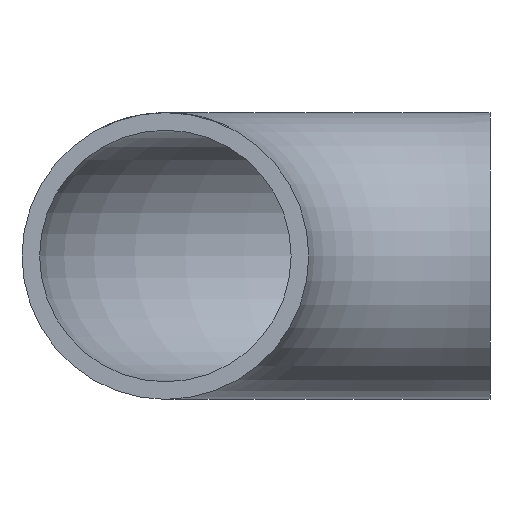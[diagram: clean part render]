
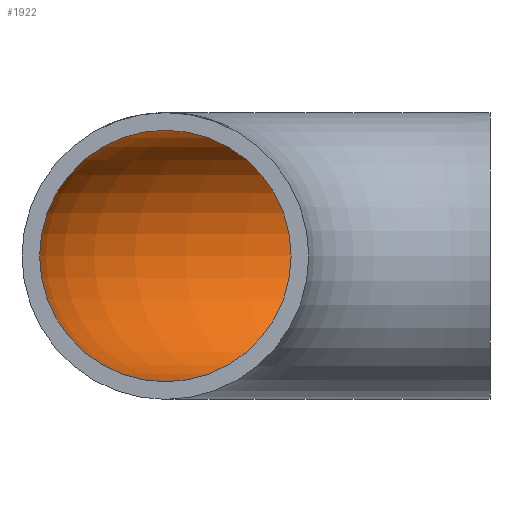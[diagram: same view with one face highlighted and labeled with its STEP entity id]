
A CAD part, front view. The second image highlights one B-rep face of the part: STEP entity #1922.
In plain terms, the highlighted toroidal (fillet/blend) face has major radius 48 mm and minor radius 18.6 mm.
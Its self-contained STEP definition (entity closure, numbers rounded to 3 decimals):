
#445 = ORIENTED_EDGE ( 'NONE', *, *, #8433, .T. ) ;
#1012 = CARTESIAN_POINT ( 'NONE',  ( -48., 0., 0. ) ) ;
#1170 = TOROIDAL_SURFACE ( 'NONE', #7897, 48., 18.6 ) ;
#1256 = ORIENTED_EDGE ( 'NONE', *, *, #7082, .F. ) ;
#1418 = CIRCLE ( 'NONE', #8990, 18.6 ) ;
#1709 = DIRECTION ( 'NONE',  ( 0., 0., 1. ) ) ;
#1922 = ADVANCED_FACE ( 'NONE', ( #6071, #7893 ), #1170, .F. ) ;
#2077 = CARTESIAN_POINT ( 'NONE',  ( 0., 66.6, 0. ) ) ;
#2243 = DIRECTION ( 'NONE',  ( -1., 0., 0. ) ) ;
#2402 = CARTESIAN_POINT ( 'NONE',  ( 0., 48., 0. ) ) ;
#2881 = CARTESIAN_POINT ( 'NONE',  ( -48., 0., 18.6 ) ) ;
#3421 = VERTEX_POINT ( 'NONE', #2077 ) ;
#4187 = CARTESIAN_POINT ( 'NONE',  ( 0., 0., 0. ) ) ;
#5173 = DIRECTION ( 'NONE',  ( 0., 1., 0. ) ) ;
#5208 = DIRECTION ( 'NONE',  ( 0., 1., 0. ) ) ;
#5645 = DIRECTION ( 'NONE',  ( 0., 0., -1. ) ) ;
#5934 = VERTEX_POINT ( 'NONE', #2881 ) ;
#5964 = AXIS2_PLACEMENT_3D ( 'NONE', #2402, #7924, #5208 ) ;
#6071 = FACE_OUTER_BOUND ( 'NONE', #8525, .T. ) ;
#6179 = CIRCLE ( 'NONE', #5964, 18.6 ) ;
#6560 = EDGE_LOOP ( 'NONE', ( #1256 ) ) ;
#7082 = EDGE_CURVE ( 'NONE', #5934, #5934, #1418, .T. ) ;
#7893 = FACE_OUTER_BOUND ( 'NONE', #6560, .T. ) ;
#7897 = AXIS2_PLACEMENT_3D ( 'NONE', #4187, #5645, #2243 ) ;
#7924 = DIRECTION ( 'NONE',  ( 1., 0., 0. ) ) ;
#8433 = EDGE_CURVE ( 'NONE', #3421, #3421, #6179, .T. ) ;
#8525 = EDGE_LOOP ( 'NONE', ( #445 ) ) ;
#8990 = AXIS2_PLACEMENT_3D ( 'NONE', #1012, #5173, #1709 ) ;
